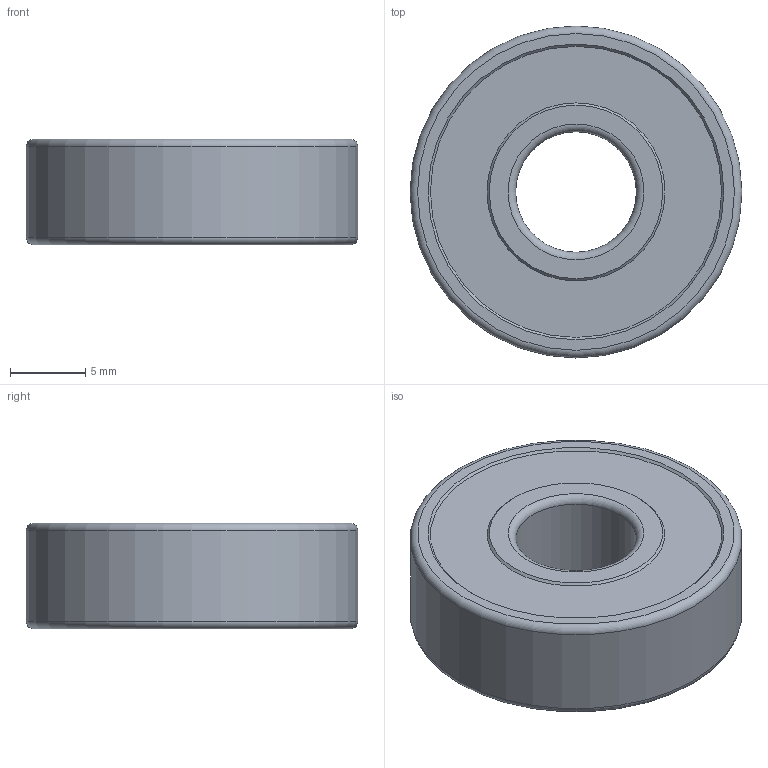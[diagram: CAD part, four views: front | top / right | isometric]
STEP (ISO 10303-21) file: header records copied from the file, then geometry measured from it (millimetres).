
FILE_DESCRIPTION(/* description */ (''),/* implementation_level */ '2;1');
FILE_NAME(/* name */ '608 2RS Kugellager_DIN625.stp',/* time_stamp */ '2023-06-02T13:44:30+00:00',/* author */ (''),/* organization */ (''),/* preprocessor_version */ 'ST-DEVELOPER v16',/* originating_system */ 'SIEMENS PLM Software NX 11.0',/* authorisation */ '');
FILE_SCHEMA (('AUTOMOTIVE_DESIGN { 1 0 10303 214 3 1 1 1 }'));
Length unit declared in the file: millimetre
Products named in the file (1): 608 2RS Kugellager_DIN625
Bounding box: 22 x 22 x 7 mm (x, y, z)
Volume: 1660.8 mm3; surface area: 2894 mm2
Topology: 11 solids, 11 shells, 39 faces, 77 edges, 48 vertices
Faces by surface type: cylinder 12, plane 10, sphere 7, torus 6, cone 4
Full cylindrical faces by diameter (mm): 8 x1, 11.8 x4, 18.2 x2, 19.3 x4, 22 x1
Entity records: 890 total; most frequent: DIRECTION 144, CARTESIAN_POINT 111, AXIS2_PLACEMENT_3D 72, FACE_BOUND 71, EDGE_LOOP 64, ORIENTED_EDGE 64, ADVANCED_FACE 39, VERTEX_POINT 39
